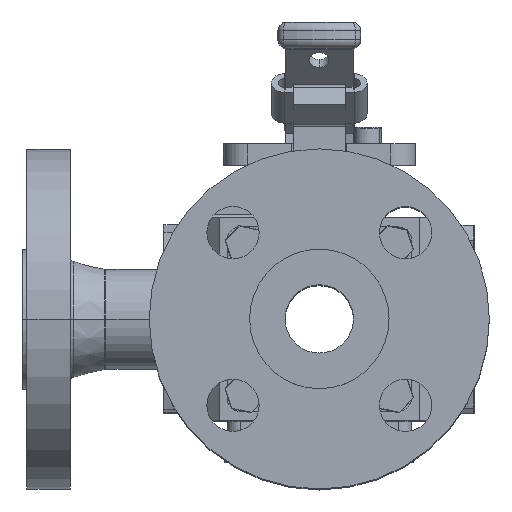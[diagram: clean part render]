
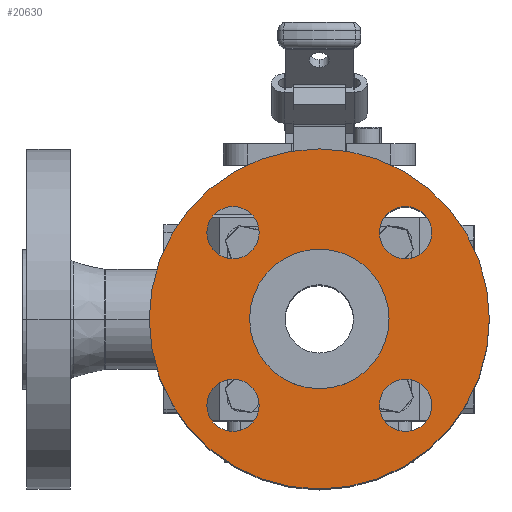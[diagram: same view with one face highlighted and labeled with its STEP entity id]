
A CAD part, top view. The second image highlights one B-rep face of the part: STEP entity #20630.
In plain terms, the highlighted planar face has unit normal (0, 0, 1).
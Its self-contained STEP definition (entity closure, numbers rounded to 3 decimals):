
#44 = AXIS2_PLACEMENT_3D ( 'NONE', #17234, #25642, #6726 ) ;
#279 = FACE_BOUND ( 'NONE', #17454, .T. ) ;
#405 = FACE_BOUND ( 'NONE', #11892, .T. ) ;
#541 = FACE_BOUND ( 'NONE', #24848, .T. ) ;
#740 = VERTEX_POINT ( 'NONE', #2026 ) ;
#1090 = EDGE_CURVE ( 'NONE', #4461, #9113, #3658, .T. ) ;
#1484 = CARTESIAN_POINT ( 'NONE',  ( 0., 0., 105.918 ) ) ;
#1540 = DIRECTION ( 'NONE',  ( 0., 0., 1. ) ) ;
#1719 = EDGE_CURVE ( 'NONE', #16389, #1850, #25314, .T. ) ;
#1850 = VERTEX_POINT ( 'NONE', #20193 ) ;
#2026 = CARTESIAN_POINT ( 'NONE',  ( -40.956, -31.431, 105.918 ) ) ;
#2050 = ORIENTED_EDGE ( 'NONE', *, *, #16587, .F. ) ;
#2066 = CARTESIAN_POINT ( 'NONE',  ( 21.906, 31.431, 105.918 ) ) ;
#2074 = DIRECTION ( 'NONE',  ( 0., 0., 1. ) ) ;
#2394 = CIRCLE ( 'NONE', #25347, 9.525 ) ;
#2760 = AXIS2_PLACEMENT_3D ( 'NONE', #15353, #4511, #21516 ) ;
#3008 = DIRECTION ( 'NONE',  ( 1., 0., 0. ) ) ;
#3418 = VERTEX_POINT ( 'NONE', #8635 ) ;
#3616 = CARTESIAN_POINT ( 'NONE',  ( 0., 0., 105.918 ) ) ;
#3658 = CIRCLE ( 'NONE', #2760, 9.525 ) ;
#3704 = DIRECTION ( 'NONE',  ( 0., 0., 1. ) ) ;
#4010 = ORIENTED_EDGE ( 'NONE', *, *, #7098, .F. ) ;
#4085 = ORIENTED_EDGE ( 'NONE', *, *, #1090, .F. ) ;
#4461 = VERTEX_POINT ( 'NONE', #9157 ) ;
#4511 = DIRECTION ( 'NONE',  ( 0., 0., 1. ) ) ;
#4759 = VERTEX_POINT ( 'NONE', #4769 ) ;
#4769 = CARTESIAN_POINT ( 'NONE',  ( -21.906, -31.431, 105.918 ) ) ;
#5273 = DIRECTION ( 'NONE',  ( 0., 0., 1. ) ) ;
#5503 = CARTESIAN_POINT ( 'NONE',  ( -61.938, 0., 105.918 ) ) ;
#6165 = DIRECTION ( 'NONE',  ( 1., 0., 0. ) ) ;
#6400 = DIRECTION ( 'NONE',  ( 1., 0., 0. ) ) ;
#6726 = DIRECTION ( 'NONE',  ( 0., 1., 0. ) ) ;
#6913 = DIRECTION ( 'NONE',  ( 0., 0., 1. ) ) ;
#7057 = DIRECTION ( 'NONE',  ( 0., 0., 1. ) ) ;
#7098 = EDGE_CURVE ( 'NONE', #9113, #4461, #19480, .T. ) ;
#7113 = CARTESIAN_POINT ( 'NONE',  ( 25.4, 0., 105.918 ) ) ;
#7241 = DIRECTION ( 'NONE',  ( 1., 0., 0. ) ) ;
#7494 = DIRECTION ( 'NONE',  ( -1., 0., 0. ) ) ;
#7939 = CARTESIAN_POINT ( 'NONE',  ( 31.431, -31.431, 105.918 ) ) ;
#8069 = CIRCLE ( 'NONE', #19512, 9.525 ) ;
#8190 = ORIENTED_EDGE ( 'NONE', *, *, #25680, .F. ) ;
#8387 = EDGE_LOOP ( 'NONE', ( #13098, #23010 ) ) ;
#8439 = EDGE_CURVE ( 'NONE', #23351, #3418, #10233, .T. ) ;
#8460 = CARTESIAN_POINT ( 'NONE',  ( 40.956, 31.431, 105.918 ) ) ;
#8635 = CARTESIAN_POINT ( 'NONE',  ( -25.4, 0., 105.918 ) ) ;
#8658 = CARTESIAN_POINT ( 'NONE',  ( 61.938, 0., 105.918 ) ) ;
#8919 = DIRECTION ( 'NONE',  ( 0., 0., 1. ) ) ;
#8998 = AXIS2_PLACEMENT_3D ( 'NONE', #14598, #25330, #6400 ) ;
#9109 = VERTEX_POINT ( 'NONE', #5503 ) ;
#9113 = VERTEX_POINT ( 'NONE', #17836 ) ;
#9157 = CARTESIAN_POINT ( 'NONE',  ( 21.906, -31.431, 105.918 ) ) ;
#10233 = CIRCLE ( 'NONE', #15542, 25.4 ) ;
#10240 = EDGE_CURVE ( 'NONE', #1850, #16389, #23877, .T. ) ;
#10409 = EDGE_CURVE ( 'NONE', #9109, #24337, #15126, .T. ) ;
#10436 = VERTEX_POINT ( 'NONE', #2066 ) ;
#11099 = CARTESIAN_POINT ( 'NONE',  ( 0., 0., 105.918 ) ) ;
#11249 = FACE_BOUND ( 'NONE', #8387, .T. ) ;
#11714 = AXIS2_PLACEMENT_3D ( 'NONE', #19748, #6913, #3008 ) ;
#11892 = EDGE_LOOP ( 'NONE', ( #2050, #8190 ) ) ;
#12459 = AXIS2_PLACEMENT_3D ( 'NONE', #7939, #2074, #25310 ) ;
#12574 = CIRCLE ( 'NONE', #11714, 9.525 ) ;
#13045 = PLANE ( 'NONE',  #21445 ) ;
#13098 = ORIENTED_EDGE ( 'NONE', *, *, #15619, .F. ) ;
#13623 = EDGE_LOOP ( 'NONE', ( #4010, #4085 ) ) ;
#13807 = AXIS2_PLACEMENT_3D ( 'NONE', #3616, #1540, #19071 ) ;
#13881 = CARTESIAN_POINT ( 'NONE',  ( 31.431, 31.431, 105.918 ) ) ;
#13897 = DIRECTION ( 'NONE',  ( 0., 0., 1. ) ) ;
#14370 = CIRCLE ( 'NONE', #8998, 61.938 ) ;
#14598 = CARTESIAN_POINT ( 'NONE',  ( 0., 0., 105.918 ) ) ;
#15109 = FACE_BOUND ( 'NONE', #13623, .T. ) ;
#15126 = CIRCLE ( 'NONE', #13807, 61.938 ) ;
#15353 = CARTESIAN_POINT ( 'NONE',  ( 31.431, -31.431, 105.918 ) ) ;
#15542 = AXIS2_PLACEMENT_3D ( 'NONE', #1484, #16189, #6165 ) ;
#15619 = EDGE_CURVE ( 'NONE', #16156, #10436, #12574, .T. ) ;
#15749 = ORIENTED_EDGE ( 'NONE', *, *, #1719, .F. ) ;
#15877 = EDGE_CURVE ( 'NONE', #24337, #9109, #14370, .T. ) ;
#16156 = VERTEX_POINT ( 'NONE', #8460 ) ;
#16189 = DIRECTION ( 'NONE',  ( 0., 0., 1. ) ) ;
#16389 = VERTEX_POINT ( 'NONE', #25247 ) ;
#16587 = EDGE_CURVE ( 'NONE', #4759, #740, #2394, .T. ) ;
#17020 = CARTESIAN_POINT ( 'NONE',  ( -31.431, -31.431, 105.918 ) ) ;
#17033 = ORIENTED_EDGE ( 'NONE', *, *, #21674, .F. ) ;
#17059 = DIRECTION ( 'NONE',  ( 0., 1., 0. ) ) ;
#17074 = AXIS2_PLACEMENT_3D ( 'NONE', #17739, #5273, #7241 ) ;
#17234 = CARTESIAN_POINT ( 'NONE',  ( -31.431, 31.431, 105.918 ) ) ;
#17333 = CARTESIAN_POINT ( 'NONE',  ( -31.431, 31.431, 105.918 ) ) ;
#17454 = EDGE_LOOP ( 'NONE', ( #15749, #22798 ) ) ;
#17616 = CIRCLE ( 'NONE', #20241, 9.525 ) ;
#17739 = CARTESIAN_POINT ( 'NONE',  ( 0., 0., 105.918 ) ) ;
#17797 = ORIENTED_EDGE ( 'NONE', *, *, #8439, .F. ) ;
#17836 = CARTESIAN_POINT ( 'NONE',  ( 40.956, -31.431, 105.918 ) ) ;
#18916 = DIRECTION ( 'NONE',  ( -1., 0., 0. ) ) ;
#19071 = DIRECTION ( 'NONE',  ( 1., 0., 0. ) ) ;
#19347 = DIRECTION ( 'NONE',  ( 0., 0., 1. ) ) ;
#19480 = CIRCLE ( 'NONE', #12459, 9.525 ) ;
#19512 = AXIS2_PLACEMENT_3D ( 'NONE', #17020, #19347, #18916 ) ;
#19748 = CARTESIAN_POINT ( 'NONE',  ( 31.431, 31.431, 105.918 ) ) ;
#19905 = ORIENTED_EDGE ( 'NONE', *, *, #10409, .T. ) ;
#19906 = CARTESIAN_POINT ( 'NONE',  ( -31.431, -31.431, 105.918 ) ) ;
#20193 = CARTESIAN_POINT ( 'NONE',  ( -40.956, 31.431, 105.918 ) ) ;
#20241 = AXIS2_PLACEMENT_3D ( 'NONE', #13881, #3704, #22372 ) ;
#20630 = ADVANCED_FACE ( 'NONE', ( #15109, #405, #279, #11249, #541, #21690 ), #13045, .T. ) ;
#21445 = AXIS2_PLACEMENT_3D ( 'NONE', #11099, #7057, #25556 ) ;
#21516 = DIRECTION ( 'NONE',  ( 0., -1., 0. ) ) ;
#21674 = EDGE_CURVE ( 'NONE', #3418, #23351, #24124, .T. ) ;
#21690 = FACE_OUTER_BOUND ( 'NONE', #25915, .T. ) ;
#22372 = DIRECTION ( 'NONE',  ( 1., 0., 0. ) ) ;
#22798 = ORIENTED_EDGE ( 'NONE', *, *, #10240, .F. ) ;
#23005 = EDGE_CURVE ( 'NONE', #10436, #16156, #17616, .T. ) ;
#23010 = ORIENTED_EDGE ( 'NONE', *, *, #23005, .F. ) ;
#23351 = VERTEX_POINT ( 'NONE', #7113 ) ;
#23560 = AXIS2_PLACEMENT_3D ( 'NONE', #17333, #8919, #17059 ) ;
#23877 = CIRCLE ( 'NONE', #44, 9.525 ) ;
#24124 = CIRCLE ( 'NONE', #17074, 25.4 ) ;
#24337 = VERTEX_POINT ( 'NONE', #8658 ) ;
#24848 = EDGE_LOOP ( 'NONE', ( #17033, #17797 ) ) ;
#24882 = ORIENTED_EDGE ( 'NONE', *, *, #15877, .T. ) ;
#25247 = CARTESIAN_POINT ( 'NONE',  ( -21.906, 31.431, 105.918 ) ) ;
#25310 = DIRECTION ( 'NONE',  ( 0., -1., 0. ) ) ;
#25314 = CIRCLE ( 'NONE', #23560, 9.525 ) ;
#25330 = DIRECTION ( 'NONE',  ( 0., 0., 1. ) ) ;
#25347 = AXIS2_PLACEMENT_3D ( 'NONE', #19906, #13897, #7494 ) ;
#25556 = DIRECTION ( 'NONE',  ( 1., 0., 0. ) ) ;
#25642 = DIRECTION ( 'NONE',  ( 0., 0., 1. ) ) ;
#25680 = EDGE_CURVE ( 'NONE', #740, #4759, #8069, .T. ) ;
#25915 = EDGE_LOOP ( 'NONE', ( #19905, #24882 ) ) ;
